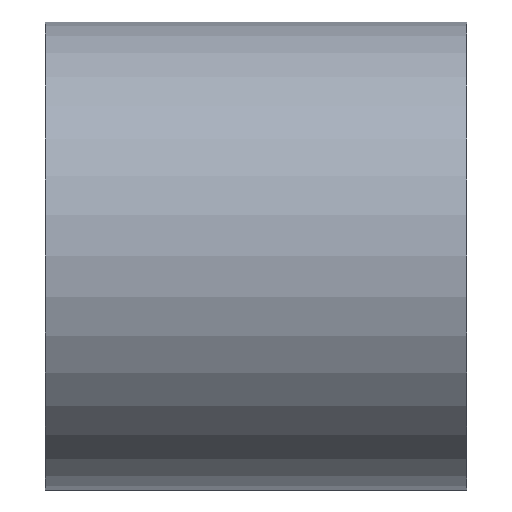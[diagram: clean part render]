
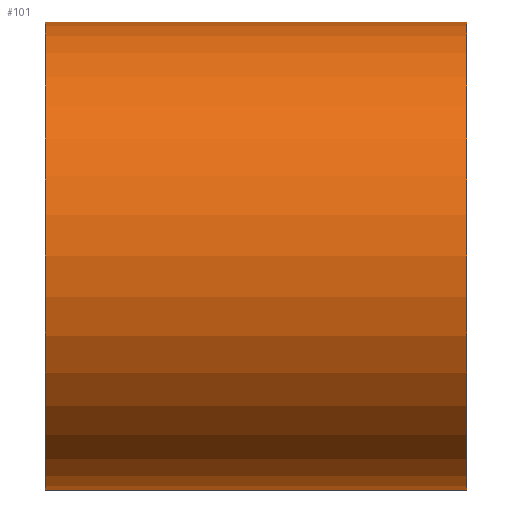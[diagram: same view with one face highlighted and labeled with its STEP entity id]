
A CAD part, front view. The second image highlights one B-rep face of the part: STEP entity #101.
In plain terms, the highlighted cylindrical face has radius 20 mm (diameter 40 mm), a partial arc.
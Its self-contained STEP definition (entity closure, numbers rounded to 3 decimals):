
#5 = CYLINDRICAL_SURFACE ( 'NONE', #181, 20. ) ;
#21 = CARTESIAN_POINT ( 'NONE',  ( -6.017, 0., 20. ) ) ;
#22 = DIRECTION ( 'NONE',  ( 0., 0., 1. ) ) ;
#36 = ORIENTED_EDGE ( 'NONE', *, *, #116, .F. ) ;
#41 = VECTOR ( 'NONE', #109, 1000. ) ;
#50 = CARTESIAN_POINT ( 'NONE',  ( 29.983, 0., 0. ) ) ;
#65 = CIRCLE ( 'NONE', #262, 20. ) ;
#73 = AXIS2_PLACEMENT_3D ( 'NONE', #50, #292, #214 ) ;
#79 = EDGE_CURVE ( 'NONE', #306, #151, #293, .T. ) ;
#82 = VERTEX_POINT ( 'NONE', #146 ) ;
#95 = EDGE_CURVE ( 'NONE', #82, #127, #65, .T. ) ;
#97 = FACE_OUTER_BOUND ( 'NONE', #156, .T. ) ;
#101 = ADVANCED_FACE ( 'NONE', ( #97 ), #5, .T. ) ;
#109 = DIRECTION ( 'NONE',  ( -1., 0., 0. ) ) ;
#116 = EDGE_CURVE ( 'NONE', #306, #82, #191, .T. ) ;
#119 = CARTESIAN_POINT ( 'NONE',  ( -46.222, 0., -20. ) ) ;
#121 = CARTESIAN_POINT ( 'NONE',  ( 29.983, 0., 20. ) ) ;
#127 = VERTEX_POINT ( 'NONE', #21 ) ;
#146 = CARTESIAN_POINT ( 'NONE',  ( -6.017, 0., -20. ) ) ;
#151 = VERTEX_POINT ( 'NONE', #121 ) ;
#156 = EDGE_LOOP ( 'NONE', ( #36, #185, #227, #205 ) ) ;
#171 = CARTESIAN_POINT ( 'NONE',  ( -46.222, 0., 0. ) ) ;
#174 = CARTESIAN_POINT ( 'NONE',  ( -6.017, 0., 0. ) ) ;
#181 = AXIS2_PLACEMENT_3D ( 'NONE', #171, #236, #22 ) ;
#185 = ORIENTED_EDGE ( 'NONE', *, *, #79, .T. ) ;
#191 = LINE ( 'NONE', #119, #287 ) ;
#193 = DIRECTION ( 'NONE',  ( -1., 0., 0. ) ) ;
#198 = CARTESIAN_POINT ( 'NONE',  ( -46.222, 0., 20. ) ) ;
#205 = ORIENTED_EDGE ( 'NONE', *, *, #95, .F. ) ;
#214 = DIRECTION ( 'NONE',  ( 0., 0., 1. ) ) ;
#219 = DIRECTION ( 'NONE',  ( -1., 0., 0. ) ) ;
#225 = LINE ( 'NONE', #198, #41 ) ;
#227 = ORIENTED_EDGE ( 'NONE', *, *, #302, .T. ) ;
#236 = DIRECTION ( 'NONE',  ( -1., 0., 0. ) ) ;
#239 = DIRECTION ( 'NONE',  ( 0., 0., 1. ) ) ;
#247 = CARTESIAN_POINT ( 'NONE',  ( 29.983, 0., -20. ) ) ;
#262 = AXIS2_PLACEMENT_3D ( 'NONE', #174, #219, #239 ) ;
#287 = VECTOR ( 'NONE', #193, 1000. ) ;
#292 = DIRECTION ( 'NONE',  ( -1., 0., 0. ) ) ;
#293 = CIRCLE ( 'NONE', #73, 20. ) ;
#302 = EDGE_CURVE ( 'NONE', #151, #127, #225, .T. ) ;
#306 = VERTEX_POINT ( 'NONE', #247 ) ;
